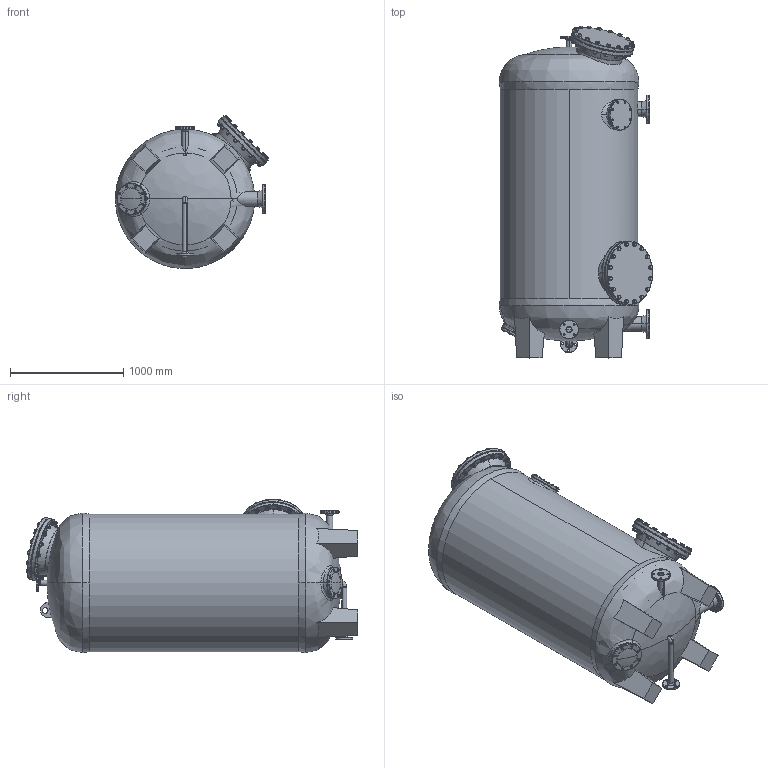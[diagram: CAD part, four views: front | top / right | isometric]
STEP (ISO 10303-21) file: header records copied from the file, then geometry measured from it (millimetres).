
FILE_DESCRIPTION (( 'STEP AP214' ), '1' );
FILE_NAME ('Atlantic 120C.STEP', '2020-11-02T13:21:57', ( '' ), ( '' ), 'SwSTEP 2.0', 'SolidWorks 2019', '' );
FILE_SCHEMA (( 'AUTOMOTIVE_DESIGN' ));
Length unit declared in the file: millimetre
Products named in the file (23): washer_fi8; cover_dn400; drain_flange_dn401; gasket_dn400; hex_screw_m20_100; cover_block_dn200; outlet_flange_dn125; hex_nut_m20; gasket_block_dn200; vessel_120c; gasket_dn200; air_flange_dn50; washer_fi20; elbow_dn40; glass_cover_dn200; inlet_flange_dn125; Atlantic 120C; hex_screw_m8_40; vent_flange_dn40
Assembly tree (179 placements, depth 3):
  Atlantic 120C
    vessel_120c
    inlet_flange_dn125
    outlet_flange_dn125
    cover_block_dn200
      cover_block_dn200
      gasket_block_dn200
      hex_screw_m8_40  x8
      washer_fi8  x8
    vent_flange_dn40
    cover_dn400
      cover_dn400
      gasket_dn400
      hex_screw_m20_100  x16
      washer_fi20  x16
    hex_nut_m20  x32
    washer_fi20  x32
    glass_cover_dn200
      glass_cover_dn200
      gasket_dn200
      hex_screw_m8_40  x8
      washer_fi8  x8
    cover_dn400
      cover_dn400
      gasket_dn400
      hex_screw_m20_100  x16
      washer_fi20  x16
    air_flange_dn50
    elbow_dn40
    drain_flange_dn401
Bounding box: 1355.94 x 2935.33 x 1355.94 mm (x, y, z)
Volume: 181138798.2 mm3; surface area: 26170139.9 mm2
Topology: 175 solids, 175 shells, 2966 faces, 6825 edges, 4236 vertices
Faces by surface type: cone 1067, plane 913, cylinder 830, bspline 156
Entity records: 60733 total; most frequent: CARTESIAN_POINT 37008, ORIENTED_EDGE 3838, DIRECTION 3426, EDGE_CURVE 1919, AXIS2_PLACEMENT_3D 1482, VERTEX_POINT 1320, EDGE_LOOP 911, CIRCLE 784
